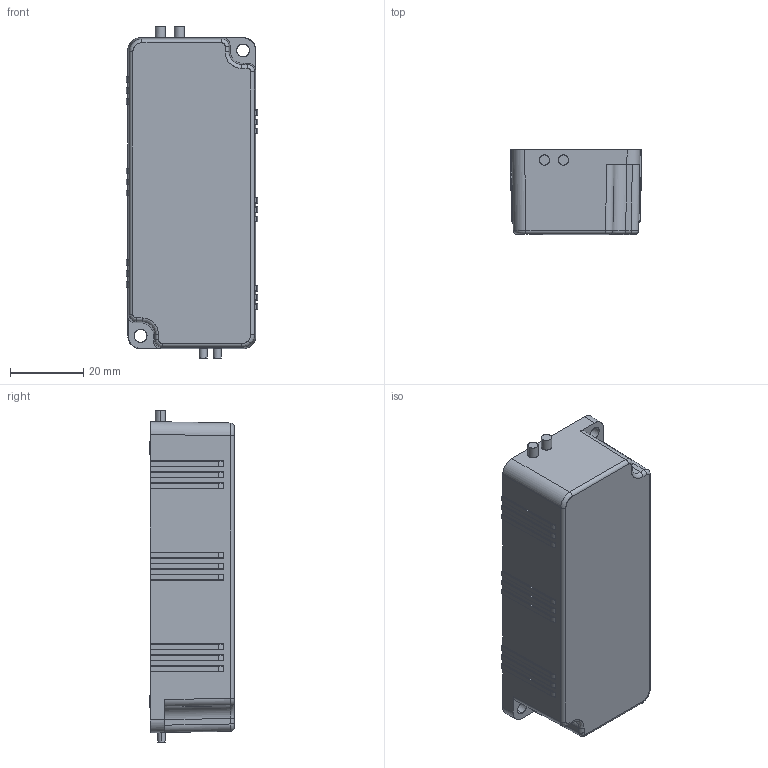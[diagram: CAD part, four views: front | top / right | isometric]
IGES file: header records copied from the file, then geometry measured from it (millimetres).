
Start section: SolidWorks IGES file using analytic representation for surfaces
Global section: file name: LED 12W REV B.IGS; native system: SolidWorks 2012; preprocessor: SolidWorks 2012; author: Shawn.R.Best; date: 120920.140358; units: millimetre
Bounding box: 35.91 x 23.1 x 90.72 mm (x, y, z)
Surface area: 11470.2 mm2 (no closed solid volume)
Topology: 0 solids, 0 shells, 416 faces, 3859 edges, 3859 vertices
Faces by surface type: bspline 278, revolution 138
